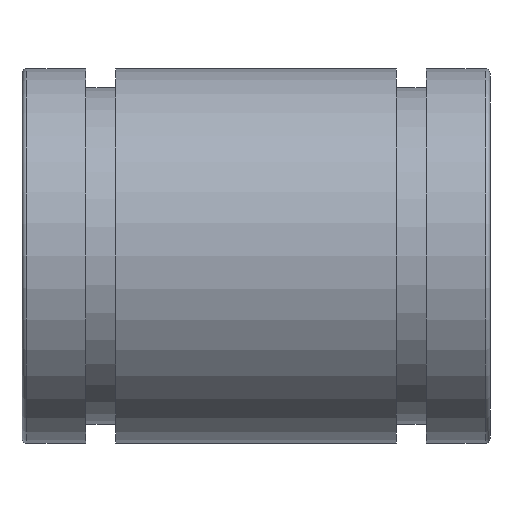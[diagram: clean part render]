
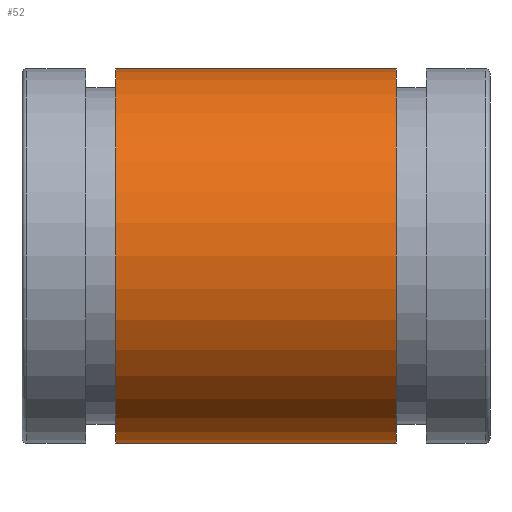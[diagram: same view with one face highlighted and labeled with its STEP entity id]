
A CAD part, front view. The second image highlights one B-rep face of the part: STEP entity #52.
In plain terms, the highlighted cylindrical face has radius 20 mm (diameter 40 mm), a full revolution.
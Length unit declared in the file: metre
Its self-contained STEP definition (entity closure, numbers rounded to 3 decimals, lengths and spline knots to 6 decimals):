
#52 = ADVANCED_FACE( '', ( #113, #114 ), #115, .T. );
#113 = FACE_OUTER_BOUND( '', #184, .T. );
#114 = FACE_OUTER_BOUND( '', #185, .T. );
#115 = CYLINDRICAL_SURFACE( '', #186, 0.02 );
#184 = EDGE_LOOP( '', ( #261 ) );
#185 = EDGE_LOOP( '', ( #262 ) );
#186 = AXIS2_PLACEMENT_3D( '', #263, #264, #265 );
#261 = ORIENTED_EDGE( '', *, *, #325, .F. );
#262 = ORIENTED_EDGE( '', *, *, #337, .T. );
#263 = CARTESIAN_POINT( '', ( 0.025, 0., 0. ) );
#264 = DIRECTION( '', ( 1., 0., 0. ) );
#265 = DIRECTION( '', ( 0., 0., 1. ) );
#325 = EDGE_CURVE( '', #360, #360, #361, .T. );
#337 = EDGE_CURVE( '', #379, #379, #380, .T. );
#360 = VERTEX_POINT( '', #408 );
#361 = CIRCLE( '', #409, 0.02 );
#379 = VERTEX_POINT( '', #427 );
#380 = CIRCLE( '', #428, 0.02 );
#408 = CARTESIAN_POINT( '', ( -0.015, 0., 0.02 ) );
#409 = AXIS2_PLACEMENT_3D( '', #457, #458, #459 );
#427 = CARTESIAN_POINT( '', ( 0.015, 0., 0.02 ) );
#428 = AXIS2_PLACEMENT_3D( '', #478, #479, #480 );
#457 = CARTESIAN_POINT( '', ( -0.015, 0., 0. ) );
#458 = DIRECTION( '', ( -1., 0., 0. ) );
#459 = DIRECTION( '', ( 0., 0., 1. ) );
#478 = CARTESIAN_POINT( '', ( 0.015, 0., 0. ) );
#479 = DIRECTION( '', ( -1., 0., 0. ) );
#480 = DIRECTION( '', ( 0., 0., 1. ) );
